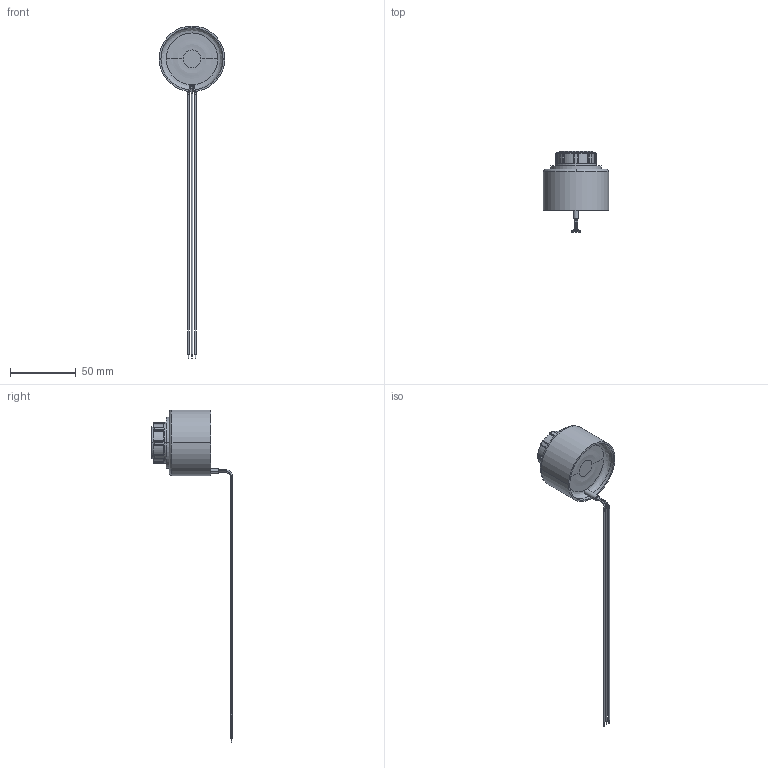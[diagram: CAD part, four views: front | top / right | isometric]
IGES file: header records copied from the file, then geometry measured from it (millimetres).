
Global section: file name: No Iges File Name specified; native system: Autodesk Inventor 2011; preprocessor: AutoDesk Inventor Iges Exporter R2011; author: Dunn; date: 20120110.164508; units: millimetre
Bounding box: 50 x 61.5 x 253 mm (x, y, z)
Volume: 23612.4 mm3; surface area: 38527.3 mm2
Topology: 4 solids, 5 shells, 395 faces, 1007 edges, 646 vertices
Faces by surface type: cylinder 103, plane 84, bspline 83, revolution 75, torus 48, cone 2
